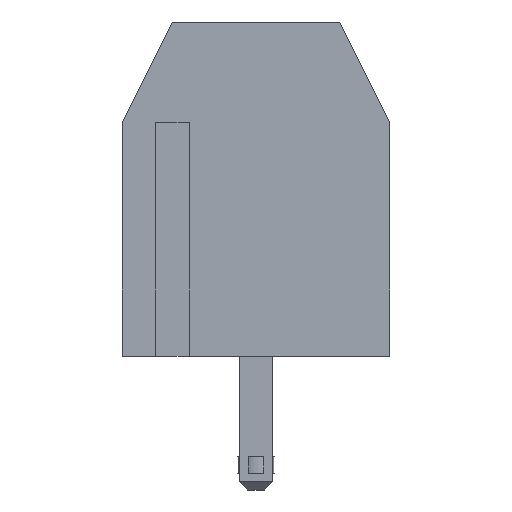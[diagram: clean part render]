
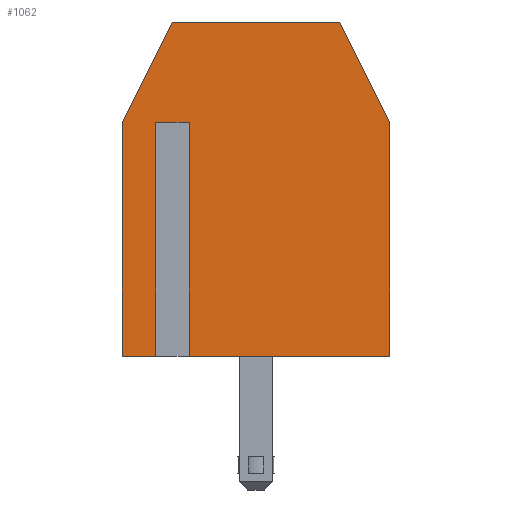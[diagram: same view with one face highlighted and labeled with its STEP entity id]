
A CAD part, front view. The second image highlights one B-rep face of the part: STEP entity #1062.
In plain terms, the highlighted planar face has unit normal (0, -1, 0).
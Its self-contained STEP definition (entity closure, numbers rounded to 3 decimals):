
#105=FACE_OUTER_BOUND('',#171,.T.);
#171=EDGE_LOOP('',(#908,#909,#910,#911,#912,#913,#914,#915,#916,#917));
#277=LINE('',#1670,#399);
#281=LINE('',#1678,#403);
#284=LINE('',#1684,#406);
#287=LINE('',#1690,#409);
#290=LINE('',#1695,#412);
#292=LINE('',#1700,#414);
#295=LINE('',#1706,#417);
#298=LINE('',#1712,#420);
#301=LINE('',#1718,#423);
#304=LINE('',#1723,#426);
#399=VECTOR('',#1385,10.);
#403=VECTOR('',#1389,10.);
#406=VECTOR('',#1394,10.);
#409=VECTOR('',#1399,10.);
#412=VECTOR('',#1404,10.);
#414=VECTOR('',#1410,10.);
#417=VECTOR('',#1415,10.);
#420=VECTOR('',#1420,10.);
#423=VECTOR('',#1425,10.);
#426=VECTOR('',#1430,10.);
#497=VERTEX_POINT('',#1667);
#498=VERTEX_POINT('',#1669);
#501=VERTEX_POINT('',#1675);
#502=VERTEX_POINT('',#1677);
#504=VERTEX_POINT('',#1683);
#506=VERTEX_POINT('',#1689);
#508=VERTEX_POINT('',#1699);
#510=VERTEX_POINT('',#1705);
#512=VERTEX_POINT('',#1711);
#514=VERTEX_POINT('',#1717);
#621=EDGE_CURVE('',#497,#498,#277,.T.);
#625=EDGE_CURVE('',#501,#502,#281,.T.);
#628=EDGE_CURVE('',#501,#504,#284,.T.);
#631=EDGE_CURVE('',#504,#506,#287,.T.);
#634=EDGE_CURVE('',#506,#498,#290,.T.);
#636=EDGE_CURVE('',#508,#497,#292,.T.);
#639=EDGE_CURVE('',#510,#508,#295,.T.);
#642=EDGE_CURVE('',#512,#510,#298,.T.);
#645=EDGE_CURVE('',#514,#512,#301,.T.);
#648=EDGE_CURVE('',#502,#514,#304,.T.);
#908=ORIENTED_EDGE('',*,*,#634,.T.);
#909=ORIENTED_EDGE('',*,*,#621,.F.);
#910=ORIENTED_EDGE('',*,*,#636,.F.);
#911=ORIENTED_EDGE('',*,*,#639,.F.);
#912=ORIENTED_EDGE('',*,*,#642,.F.);
#913=ORIENTED_EDGE('',*,*,#645,.F.);
#914=ORIENTED_EDGE('',*,*,#648,.F.);
#915=ORIENTED_EDGE('',*,*,#625,.F.);
#916=ORIENTED_EDGE('',*,*,#628,.T.);
#917=ORIENTED_EDGE('',*,*,#631,.T.);
#968=PLANE('',#1166);
#1062=ADVANCED_FACE('',(#105),#968,.T.);
#1166=AXIS2_PLACEMENT_3D('',#1726,#1434,#1435);
#1385=DIRECTION('',(-1.,0.,0.));
#1389=DIRECTION('',(-1.,0.,0.));
#1394=DIRECTION('',(0.,0.,1.));
#1399=DIRECTION('',(1.,0.,0.));
#1404=DIRECTION('',(0.,0.,-1.));
#1410=DIRECTION('',(0.,0.,-1.));
#1415=DIRECTION('',(0.447,0.,-0.894));
#1420=DIRECTION('',(1.,0.,0.));
#1425=DIRECTION('',(0.447,0.,0.894));
#1430=DIRECTION('',(0.,0.,1.));
#1434=DIRECTION('center_axis',(0.,-1.,0.));
#1435=DIRECTION('ref_axis',(0.,0.,-1.));
#1667=CARTESIAN_POINT('',(0.,0.,0.));
#1669=CARTESIAN_POINT('',(-6.,0.,0.));
#1670=CARTESIAN_POINT('',(0.,0.,0.));
#1675=CARTESIAN_POINT('',(-7.,0.,0.));
#1677=CARTESIAN_POINT('',(-8.,0.,0.));
#1678=CARTESIAN_POINT('',(0.,0.,0.));
#1683=CARTESIAN_POINT('',(-7.,0.,7.));
#1684=CARTESIAN_POINT('',(-7.,0.,5.814));
#1689=CARTESIAN_POINT('',(-6.,0.,7.));
#1690=CARTESIAN_POINT('',(-5.,0.,7.));
#1695=CARTESIAN_POINT('',(-6.,0.,2.314));
#1699=CARTESIAN_POINT('',(0.,0.,7.));
#1700=CARTESIAN_POINT('',(0.,0.,7.));
#1705=CARTESIAN_POINT('',(-1.5,0.,10.));
#1706=CARTESIAN_POINT('',(-1.5,0.,10.));
#1711=CARTESIAN_POINT('',(-6.5,0.,10.));
#1712=CARTESIAN_POINT('',(-6.5,0.,10.));
#1717=CARTESIAN_POINT('',(-8.,0.,7.));
#1718=CARTESIAN_POINT('',(-8.,0.,7.));
#1723=CARTESIAN_POINT('',(-8.,0.,0.));
#1726=CARTESIAN_POINT('Origin',(-4.,0.,4.629));
